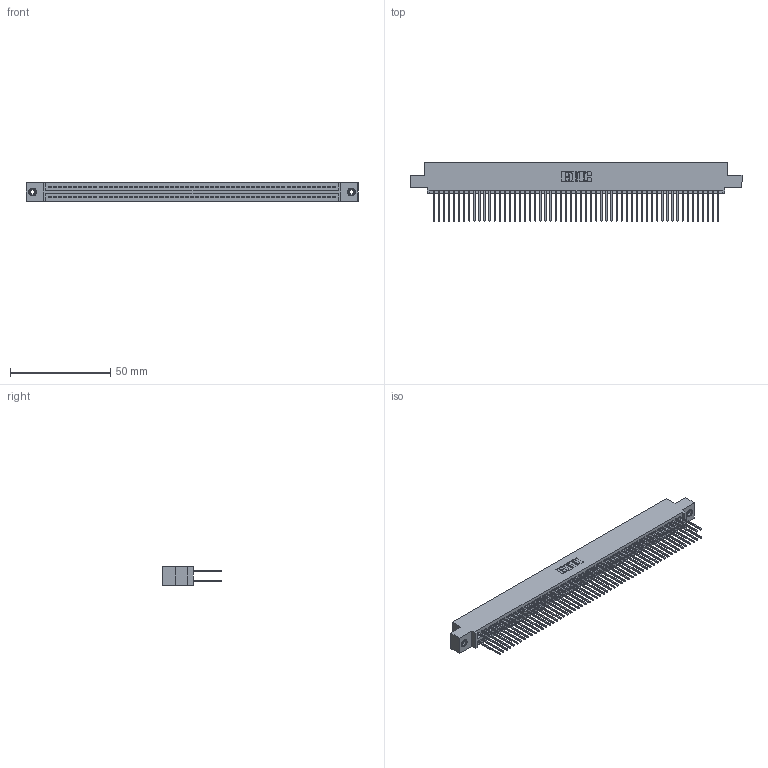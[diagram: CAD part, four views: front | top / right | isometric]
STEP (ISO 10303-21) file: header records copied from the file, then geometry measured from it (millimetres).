
FILE_DESCRIPTION (( 'STEP AP203' ), '1' );
FILE_NAME ('395-114-540-508.STEP', '2018-12-01T15:54:18', ( '' ), ( '' ), 'SwSTEP 2.0', 'SolidWorks 2016', '' );
FILE_SCHEMA (( 'CONFIG_CONTROL_DESIGN' ));
Length unit declared in the file: inch
Products named in the file (4): 345-250-001_345-250-003-102; 345-292-001_345-293-140; 345 Part_0.110 Offset - 0.156 Dia-TI; 395-114-540-508
Assembly tree (117 placements, depth 2):
  395-114-540-508
    345 Part_0.110 Offset - 0.156 Dia-TI
    345-292-001_345-293-140  x114
    345-250-001_345-250-003-102  x2
Bounding box: 165.99 x 29.13 x 9.4 mm (x, y, z)
Volume: 16615.9 mm3; surface area: 26962.8 mm2
Topology: 117 solids, 117 shells, 5890 faces, 17475 edges, 11490 vertices
Faces by surface type: plane 3878, cylinder 1996, cone 12, torus 4
Entity records: 44040 total; most frequent: CARTESIAN_POINT 7351, ORIENTED_EDGE 7278, DIRECTION 6489, EDGE_CURVE 3639, LINE 3259, VECTOR 3259, VERTEX_POINT 2420, AXIS2_PLACEMENT_3D 1615
